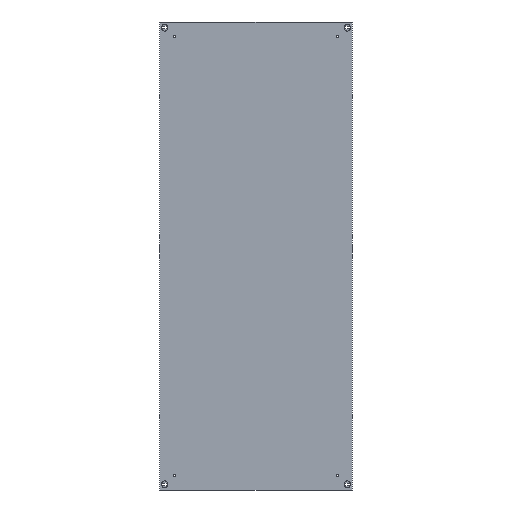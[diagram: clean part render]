
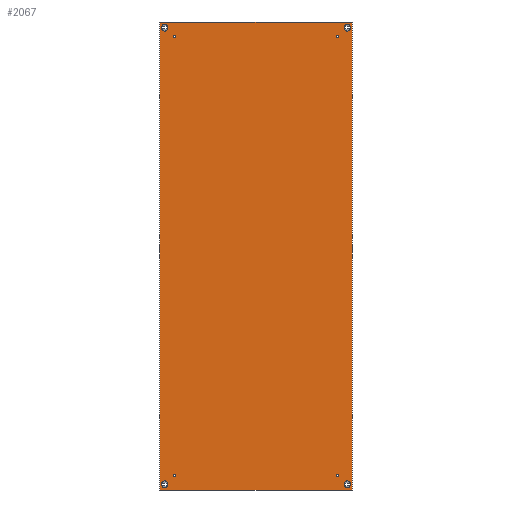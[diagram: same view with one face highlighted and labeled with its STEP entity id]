
A CAD part, front view. The second image highlights one B-rep face of the part: STEP entity #2067.
In plain terms, the highlighted planar face has unit normal (0, -1, 0).
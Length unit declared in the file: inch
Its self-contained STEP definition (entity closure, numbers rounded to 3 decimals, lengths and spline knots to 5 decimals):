
#7 = CARTESIAN_POINT ( 'NONE',  ( -13.58268, -0.09843, 33.07087 ) ) ;
#11 = ORIENTED_EDGE ( 'NONE', *, *, #501, .F. ) ;
#31 = DIRECTION ( 'NONE',  ( 0., 0., -1. ) ) ;
#66 = EDGE_LOOP ( 'NONE', ( #563 ) ) ;
#99 = DIRECTION ( 'NONE',  ( 0., -1., 0. ) ) ;
#108 = CARTESIAN_POINT ( 'NONE',  ( 11.51567, -0.09843, 30.82669 ) ) ;
#122 = CARTESIAN_POINT ( 'NONE',  ( 0., -0.09843, 0. ) ) ;
#179 = CIRCLE ( 'NONE', #1557, 0.17717 ) ;
#197 = ORIENTED_EDGE ( 'NONE', *, *, #942, .F. ) ;
#202 = CARTESIAN_POINT ( 'NONE',  ( -11.51567, -0.09843, 31.00386 ) ) ;
#226 = DIRECTION ( 'NONE',  ( 1., 0., 0. ) ) ;
#265 = CARTESIAN_POINT ( 'NONE',  ( -12.91331, -0.09843, -31.79126 ) ) ;
#268 = FACE_BOUND ( 'NONE', #605, .T. ) ;
#270 = DIRECTION ( 'NONE',  ( 0., 0., 1. ) ) ;
#283 = ORIENTED_EDGE ( 'NONE', *, *, #2288, .F. ) ;
#309 = DIRECTION ( 'NONE',  ( 0., -1., 0. ) ) ;
#348 = DIRECTION ( 'NONE',  ( 0., -1., 0. ) ) ;
#373 = ORIENTED_EDGE ( 'NONE', *, *, #896, .F. ) ;
#395 = LINE ( 'NONE', #595, #1136 ) ;
#409 = AXIS2_PLACEMENT_3D ( 'NONE', #1174, #842, #270 ) ;
#416 = LINE ( 'NONE', #1147, #1780 ) ;
#476 = FACE_BOUND ( 'NONE', #533, .T. ) ;
#480 = EDGE_LOOP ( 'NONE', ( #197 ) ) ;
#488 = CIRCLE ( 'NONE', #409, 0.47244 ) ;
#501 = EDGE_CURVE ( 'NONE', #2294, #2294, #179, .T. ) ;
#504 = CARTESIAN_POINT ( 'NONE',  ( -12.91331, -0.09843, -32.2637 ) ) ;
#522 = CARTESIAN_POINT ( 'NONE',  ( -13.58268, -0.09843, 0. ) ) ;
#533 = EDGE_LOOP ( 'NONE', ( #1094 ) ) ;
#563 = ORIENTED_EDGE ( 'NONE', *, *, #1480, .F. ) ;
#572 = EDGE_CURVE ( 'NONE', #975, #975, #709, .T. ) ;
#589 = DIRECTION ( 'NONE',  ( 0., 0., -1. ) ) ;
#594 = CARTESIAN_POINT ( 'NONE',  ( 11.51567, -0.09843, 31.00386 ) ) ;
#595 = CARTESIAN_POINT ( 'NONE',  ( 0., -0.09843, -33.07087 ) ) ;
#602 = CIRCLE ( 'NONE', #2056, 0.17717 ) ;
#604 = CARTESIAN_POINT ( 'NONE',  ( -11.51567, -0.09843, 30.82669 ) ) ;
#605 = EDGE_LOOP ( 'NONE', ( #11 ) ) ;
#631 = CARTESIAN_POINT ( 'NONE',  ( -12.91331, -0.09843, 32.2637 ) ) ;
#645 = FACE_BOUND ( 'NONE', #480, .T. ) ;
#709 = CIRCLE ( 'NONE', #2088, 0.47244 ) ;
#748 = AXIS2_PLACEMENT_3D ( 'NONE', #977, #2246, #785 ) ;
#772 = EDGE_LOOP ( 'NONE', ( #807 ) ) ;
#785 = DIRECTION ( 'NONE',  ( 0., 0., 1. ) ) ;
#795 = CIRCLE ( 'NONE', #1329, 0.17717 ) ;
#807 = ORIENTED_EDGE ( 'NONE', *, *, #2213, .F. ) ;
#821 = CARTESIAN_POINT ( 'NONE',  ( 12.91331, -0.09843, -31.79126 ) ) ;
#823 = VERTEX_POINT ( 'NONE', #1816 ) ;
#836 = ORIENTED_EDGE ( 'NONE', *, *, #2359, .F. ) ;
#838 = CARTESIAN_POINT ( 'NONE',  ( 11.51567, -0.09843, -31.18102 ) ) ;
#842 = DIRECTION ( 'NONE',  ( 0., -1., 0. ) ) ;
#888 = ORIENTED_EDGE ( 'NONE', *, *, #2170, .F. ) ;
#896 = EDGE_CURVE ( 'NONE', #2263, #902, #416, .T. ) ;
#902 = VERTEX_POINT ( 'NONE', #2269 ) ;
#928 = CARTESIAN_POINT ( 'NONE',  ( 13.58268, -0.09843, 0. ) ) ;
#942 = EDGE_CURVE ( 'NONE', #1707, #1707, #1520, .T. ) ;
#944 = CIRCLE ( 'NONE', #1787, 0.47244 ) ;
#948 = EDGE_LOOP ( 'NONE', ( #836 ) ) ;
#953 = LINE ( 'NONE', #928, #1982 ) ;
#975 = VERTEX_POINT ( 'NONE', #2243 ) ;
#977 = CARTESIAN_POINT ( 'NONE',  ( 12.91331, -0.09843, 32.2637 ) ) ;
#994 = FACE_BOUND ( 'NONE', #1441, .T. ) ;
#1094 = ORIENTED_EDGE ( 'NONE', *, *, #1765, .F. ) ;
#1136 = VECTOR ( 'NONE', #2011, 39.37008 ) ;
#1147 = CARTESIAN_POINT ( 'NONE',  ( 0., -0.09843, 33.07087 ) ) ;
#1159 = DIRECTION ( 'NONE',  ( 0., 1., 0. ) ) ;
#1174 = CARTESIAN_POINT ( 'NONE',  ( 12.91331, -0.09843, -32.2637 ) ) ;
#1181 = AXIS2_PLACEMENT_3D ( 'NONE', #122, #1159, #1891 ) ;
#1193 = VERTEX_POINT ( 'NONE', #838 ) ;
#1207 = PLANE ( 'NONE',  #1181 ) ;
#1263 = CARTESIAN_POINT ( 'NONE',  ( 11.51567, -0.09843, -31.00386 ) ) ;
#1329 = AXIS2_PLACEMENT_3D ( 'NONE', #1263, #1614, #2340 ) ;
#1358 = CARTESIAN_POINT ( 'NONE',  ( 12.91331, -0.09843, 32.73614 ) ) ;
#1385 = ORIENTED_EDGE ( 'NONE', *, *, #2185, .F. ) ;
#1387 = VERTEX_POINT ( 'NONE', #821 ) ;
#1423 = LINE ( 'NONE', #522, #2018 ) ;
#1441 = EDGE_LOOP ( 'NONE', ( #1526 ) ) ;
#1480 = EDGE_CURVE ( 'NONE', #2115, #2115, #944, .T. ) ;
#1503 = EDGE_LOOP ( 'NONE', ( #283, #373, #888, #2163 ) ) ;
#1520 = CIRCLE ( 'NONE', #748, 0.47244 ) ;
#1526 = ORIENTED_EDGE ( 'NONE', *, *, #572, .F. ) ;
#1544 = EDGE_CURVE ( 'NONE', #823, #1884, #395, .T. ) ;
#1554 = VERTEX_POINT ( 'NONE', #2280 ) ;
#1557 = AXIS2_PLACEMENT_3D ( 'NONE', #594, #2058, #1712 ) ;
#1584 = DIRECTION ( 'NONE',  ( 0., 0., 1. ) ) ;
#1605 = CARTESIAN_POINT ( 'NONE',  ( -11.51567, -0.09843, -31.00386 ) ) ;
#1614 = DIRECTION ( 'NONE',  ( 0., -1., 0. ) ) ;
#1671 = CIRCLE ( 'NONE', #2361, 0.17717 ) ;
#1694 = DIRECTION ( 'NONE',  ( 0., -1., 0. ) ) ;
#1707 = VERTEX_POINT ( 'NONE', #1358 ) ;
#1710 = FACE_OUTER_BOUND ( 'NONE', #1503, .T. ) ;
#1712 = DIRECTION ( 'NONE',  ( 0., 0., -1. ) ) ;
#1724 = FACE_BOUND ( 'NONE', #948, .T. ) ;
#1765 = EDGE_CURVE ( 'NONE', #1387, #1387, #488, .T. ) ;
#1780 = VECTOR ( 'NONE', #226, 39.37008 ) ;
#1787 = AXIS2_PLACEMENT_3D ( 'NONE', #504, #309, #1584 ) ;
#1807 = EDGE_LOOP ( 'NONE', ( #1385 ) ) ;
#1816 = CARTESIAN_POINT ( 'NONE',  ( 13.58268, -0.09843, -33.07087 ) ) ;
#1853 = CARTESIAN_POINT ( 'NONE',  ( -13.58268, -0.09843, -33.07087 ) ) ;
#1884 = VERTEX_POINT ( 'NONE', #1853 ) ;
#1891 = DIRECTION ( 'NONE',  ( 0., 0., 1. ) ) ;
#1906 = FACE_BOUND ( 'NONE', #1807, .T. ) ;
#1920 = DIRECTION ( 'NONE',  ( 0., 0., 1. ) ) ;
#1982 = VECTOR ( 'NONE', #589, 39.37008 ) ;
#2011 = DIRECTION ( 'NONE',  ( -1., 0., 0. ) ) ;
#2018 = VECTOR ( 'NONE', #2139, 39.37008 ) ;
#2056 = AXIS2_PLACEMENT_3D ( 'NONE', #202, #1694, #31 ) ;
#2058 = DIRECTION ( 'NONE',  ( 0., -1., 0. ) ) ;
#2067 = ADVANCED_FACE ( 'NONE', ( #2284, #2118, #1906, #645, #268, #994, #1724, #476, #1710 ), #1207, .F. ) ;
#2088 = AXIS2_PLACEMENT_3D ( 'NONE', #631, #99, #1920 ) ;
#2115 = VERTEX_POINT ( 'NONE', #265 ) ;
#2118 = FACE_BOUND ( 'NONE', #66, .T. ) ;
#2139 = DIRECTION ( 'NONE',  ( 0., 0., 1. ) ) ;
#2163 = ORIENTED_EDGE ( 'NONE', *, *, #1544, .F. ) ;
#2170 = EDGE_CURVE ( 'NONE', #1884, #2263, #1423, .T. ) ;
#2177 = DIRECTION ( 'NONE',  ( 0., 0., -1. ) ) ;
#2185 = EDGE_CURVE ( 'NONE', #1554, #1554, #1671, .T. ) ;
#2213 = EDGE_CURVE ( 'NONE', #1193, #1193, #795, .T. ) ;
#2243 = CARTESIAN_POINT ( 'NONE',  ( -12.91331, -0.09843, 32.73614 ) ) ;
#2246 = DIRECTION ( 'NONE',  ( 0., -1., 0. ) ) ;
#2256 = VERTEX_POINT ( 'NONE', #604 ) ;
#2263 = VERTEX_POINT ( 'NONE', #7 ) ;
#2269 = CARTESIAN_POINT ( 'NONE',  ( 13.58268, -0.09843, 33.07087 ) ) ;
#2280 = CARTESIAN_POINT ( 'NONE',  ( -11.51567, -0.09843, -31.18102 ) ) ;
#2284 = FACE_BOUND ( 'NONE', #772, .T. ) ;
#2288 = EDGE_CURVE ( 'NONE', #902, #823, #953, .T. ) ;
#2294 = VERTEX_POINT ( 'NONE', #108 ) ;
#2340 = DIRECTION ( 'NONE',  ( 0., 0., -1. ) ) ;
#2359 = EDGE_CURVE ( 'NONE', #2256, #2256, #602, .T. ) ;
#2361 = AXIS2_PLACEMENT_3D ( 'NONE', #1605, #348, #2177 ) ;
